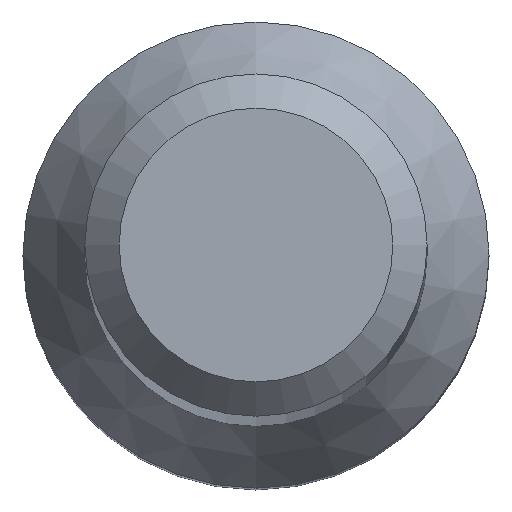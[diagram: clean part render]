
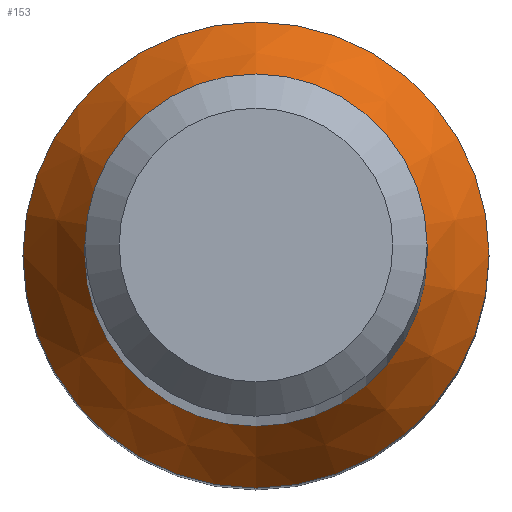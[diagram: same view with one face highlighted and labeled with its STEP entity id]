
A CAD part, top view. The second image highlights one B-rep face of the part: STEP entity #153.
In plain terms, the highlighted conical face has half-angle 30 degrees and reference radius 2.724 mm.
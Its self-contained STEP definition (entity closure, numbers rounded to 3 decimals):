
#11 = CARTESIAN_POINT ( 'NONE',  ( 0., 2., 13.992 ) ) ;
#29 = CARTESIAN_POINT ( 'NONE',  ( 0., 2.724, 12.738 ) ) ;
#42 = EDGE_LOOP ( 'NONE', ( #60 ) ) ;
#60 = ORIENTED_EDGE ( 'NONE', *, *, #64, .F. ) ;
#64 = EDGE_CURVE ( 'NONE', #126, #126, #146, .T. ) ;
#67 = FACE_BOUND ( 'NONE', #190, .T. ) ;
#72 = CIRCLE ( 'NONE', #208, 2. ) ;
#84 = CARTESIAN_POINT ( 'NONE',  ( 0., 0., 12.738 ) ) ;
#85 = DIRECTION ( 'NONE',  ( 0., 1., 0. ) ) ;
#96 = CONICAL_SURFACE ( 'NONE', #240, 2.724, 0.524 ) ;
#103 = CARTESIAN_POINT ( 'NONE',  ( 0., 0., 13.992 ) ) ;
#121 = DIRECTION ( 'NONE',  ( 0., 1., 0. ) ) ;
#126 = VERTEX_POINT ( 'NONE', #29 ) ;
#133 = EDGE_CURVE ( 'NONE', #183, #183, #72, .T. ) ;
#137 = DIRECTION ( 'NONE',  ( 0., 0., -1. ) ) ;
#142 = FACE_OUTER_BOUND ( 'NONE', #42, .T. ) ;
#146 = CIRCLE ( 'NONE', #163, 2.724 ) ;
#153 = ADVANCED_FACE ( 'NONE', ( #67, #142 ), #96, .T. ) ;
#163 = AXIS2_PLACEMENT_3D ( 'NONE', #84, #137, #121 ) ;
#176 = CARTESIAN_POINT ( 'NONE',  ( 0., 0., 12.738 ) ) ;
#177 = DIRECTION ( 'NONE',  ( 0., 0., -1. ) ) ;
#183 = VERTEX_POINT ( 'NONE', #11 ) ;
#188 = ORIENTED_EDGE ( 'NONE', *, *, #133, .T. ) ;
#190 = EDGE_LOOP ( 'NONE', ( #188 ) ) ;
#199 = DIRECTION ( 'NONE',  ( 0., 1., 0. ) ) ;
#208 = AXIS2_PLACEMENT_3D ( 'NONE', #103, #177, #85 ) ;
#214 = DIRECTION ( 'NONE',  ( 0., 0., -1. ) ) ;
#240 = AXIS2_PLACEMENT_3D ( 'NONE', #176, #214, #199 ) ;
